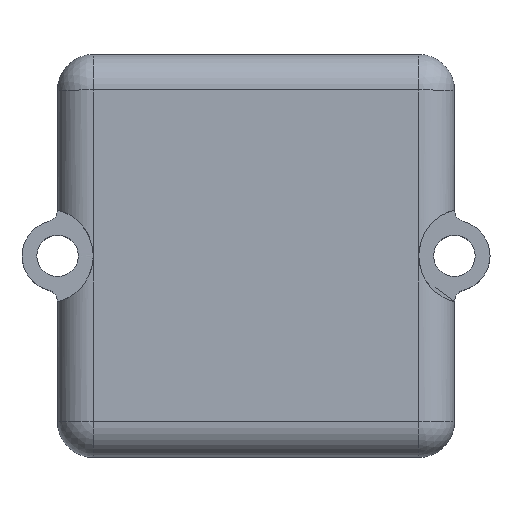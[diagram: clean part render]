
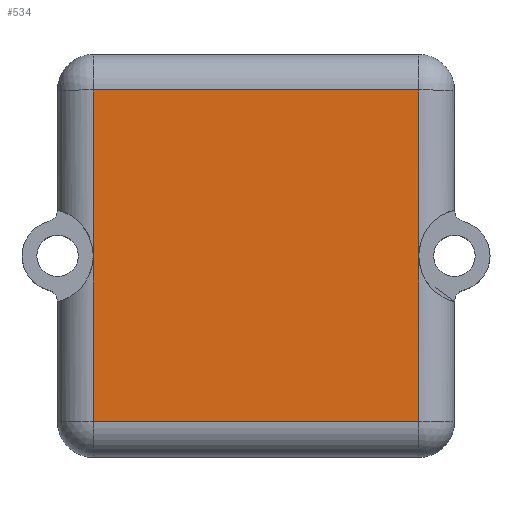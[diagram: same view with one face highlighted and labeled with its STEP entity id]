
A CAD part, top view. The second image highlights one B-rep face of the part: STEP entity #534.
In plain terms, the highlighted planar face has unit normal (0, 0, 1).
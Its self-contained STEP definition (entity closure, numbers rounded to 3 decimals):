
#479=CARTESIAN_POINT('',(16.75,17.,12.));
#480=DIRECTION('',(-1.,0.,0.));
#481=DIRECTION('',(0.,0.,1.));
#482=AXIS2_PLACEMENT_3D('',#479,#481,#480);
#483=PLANE('',#482);
#484=CARTESIAN_POINT('',(13.75,-14.,12.));
#485=VERTEX_POINT('',#484);
#486=CARTESIAN_POINT('',(13.75,0.,12.));
#487=VERTEX_POINT('',#486);
#488=CARTESIAN_POINT('',(13.75,-14.,12.));
#489=DIRECTION('',(0.,1.,0.));
#490=VECTOR('',#489,14.);
#491=LINE('',#488,#490);
#492=EDGE_CURVE('',#485,#487,#491,.T.);
#493=ORIENTED_EDGE('E197',*,*,#492,.T.);
#494=CARTESIAN_POINT('',(13.75,14.,12.));
#495=VERTEX_POINT('',#494);
#496=CARTESIAN_POINT('',(13.75,0.,12.));
#497=DIRECTION('',(0.,1.,0.));
#498=VECTOR('',#497,14.);
#499=LINE('',#496,#498);
#500=EDGE_CURVE('',#487,#495,#499,.T.);
#501=ORIENTED_EDGE('E747',*,*,#500,.T.);
#502=CARTESIAN_POINT('',(-13.75,14.,12.));
#503=VERTEX_POINT('',#502);
#504=CARTESIAN_POINT('',(13.75,14.,12.));
#505=DIRECTION('',(-1.,0.,0.));
#506=VECTOR('',#505,27.5);
#507=LINE('',#504,#506);
#508=EDGE_CURVE('',#495,#503,#507,.T.);
#509=ORIENTED_EDGE('E198',*,*,#508,.T.);
#510=CARTESIAN_POINT('',(-13.75,0.,12.004));
#511=VERTEX_POINT('',#510);
#512=CARTESIAN_POINT('',(-13.75,14.,12.));
#513=DIRECTION('',(0.,-1.,0.));
#514=VECTOR('',#513,14.);
#515=LINE('',#512,#514);
#516=EDGE_CURVE('',#503,#511,#515,.T.);
#517=ORIENTED_EDGE('E199',*,*,#516,.T.);
#518=CARTESIAN_POINT('',(-13.75,-14.,12.));
#519=VERTEX_POINT('',#518);
#520=CARTESIAN_POINT('',(-13.75,0.,12.));
#521=DIRECTION('',(0.,-1.,0.));
#522=VECTOR('',#521,14.);
#523=LINE('',#520,#522);
#524=EDGE_CURVE('',#511,#519,#523,.T.);
#525=ORIENTED_EDGE('E732',*,*,#524,.T.);
#526=CARTESIAN_POINT('',(-13.75,-14.,12.));
#527=DIRECTION('',(1.,0.,0.));
#528=VECTOR('',#527,27.5);
#529=LINE('',#526,#528);
#530=EDGE_CURVE('',#519,#485,#529,.T.);
#531=ORIENTED_EDGE('E200',*,*,#530,.T.);
#532=EDGE_LOOP('',(#493,#501,#509,#517,#525,#531));
#533=FACE_OUTER_BOUND('',#532,.T.);
#534=ADVANCED_FACE('F50',(#533),#483,.T.);
